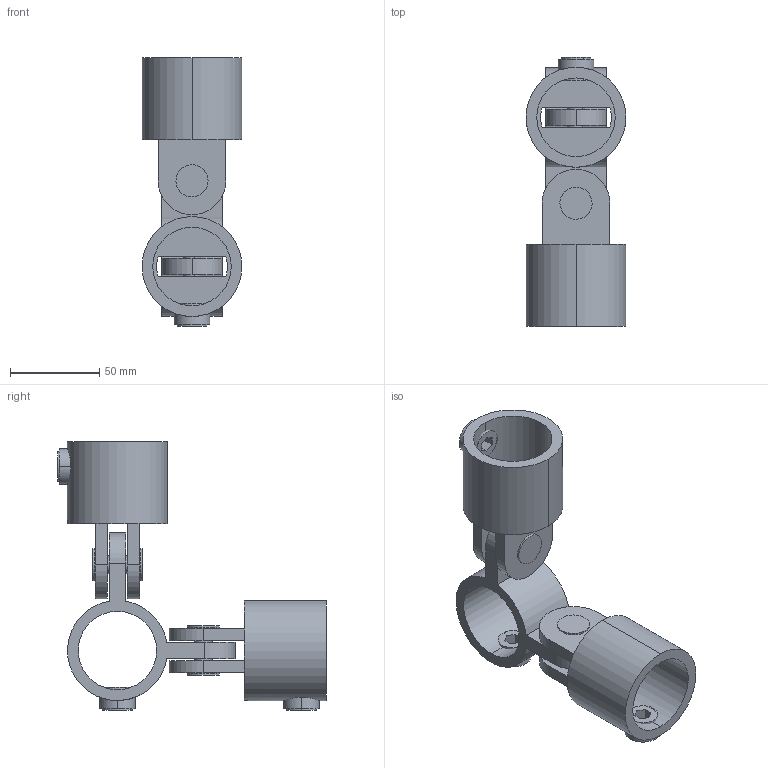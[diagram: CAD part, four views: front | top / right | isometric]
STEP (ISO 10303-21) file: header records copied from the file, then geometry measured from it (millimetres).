
FILE_DESCRIPTION (( 'STEP AP203' ), '1' );
FILE_NAME ('168-C42.step', '2015-09-17T16:25:55', ( '' ), ( '' ), 'SwSTEP 2.0', 'SolidWorks 2015', '' );
FILE_SCHEMA (( 'CONFIG_CONTROL_DESIGN' ));
Length unit declared in the file: millimetre
Products named in the file (5): 168-C42 Teil2_zeichnung; 168-C42 Teil3_zeichnung; 168-C42 Teil4; 168-C42; 168-C42 Teil1
Assembly tree (8 placements, depth 2):
  168-C42
    168-C42 Teil1
    168-C42 Teil2_zeichnung  x2
    168-C42 Teil3_zeichnung  x3
    168-C42 Teil4  x2
Bounding box: 56 x 150.5 x 150.5 mm (x, y, z)
Volume: 196381.5 mm3; surface area: 77979.8 mm2
Topology: 8 solids, 8 shells, 133 faces, 329 edges, 216 vertices
Faces by surface type: cylinder 70, plane 63
Entity records: 3244 total; most frequent: CARTESIAN_POINT 763, DIRECTION 415, ORIENTED_EDGE 366, EDGE_CURVE 183, AXIS2_PLACEMENT_3D 160, VERTEX_POINT 120, LINE 95, VECTOR 95
